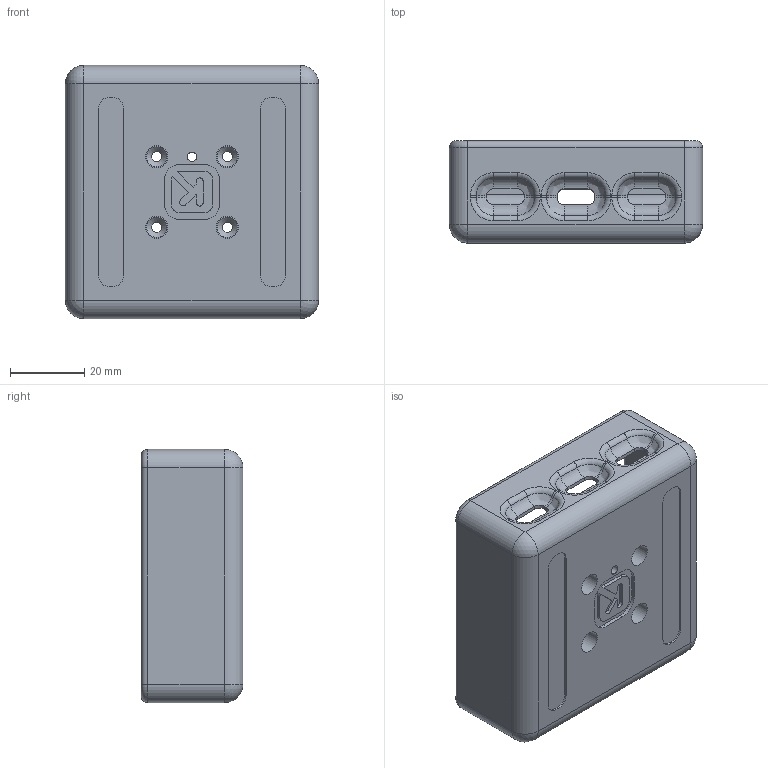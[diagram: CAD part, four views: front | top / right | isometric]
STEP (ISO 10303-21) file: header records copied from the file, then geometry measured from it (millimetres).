
FILE_DESCRIPTION(/* description */ (''),/* implementation_level */ '2;1');
FILE_NAME(/* name */ 'Body_one_part.step',/* time_stamp */ '2022-08-26T20:04:52-05:00',/* author */ (''),/* organization */ (''),/* preprocessor_version */ 'ST-DEVELOPER v19',/* originating_system */ 'Autodesk Translation Framework v11.7.0.108',/* authorisation */ '');
FILE_SCHEMA (('AUTOMOTIVE_DESIGN { 1 0 10303 214 3 1 1 }'));
Length unit declared in the file: millimetre
Products named in the file (1): Body_one_part
Bounding box: 68.3 x 27.5 x 68.3 mm (x, y, z)
Volume: 59897.5 mm3; surface area: 20286.2 mm2
Topology: 1 solids, 1 shells, 214 faces, 513 edges, 306 vertices
Faces by surface type: cylinder 89, plane 60, bspline 29, torus 24, sphere 8, cone 4
Full cylindrical faces by diameter (mm): 2.5 x1, 2.7 x4, 6 x4
Entity records: 6466 total; most frequent: CARTESIAN_POINT 1451, DIRECTION 1069, ORIENTED_EDGE 1026, EDGE_CURVE 513, AXIS2_PLACEMENT_3D 410, VERTEX_POINT 306, LINE 249, VECTOR 249
